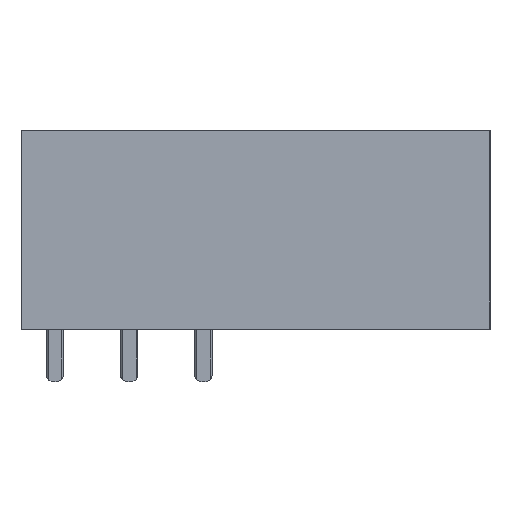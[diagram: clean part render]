
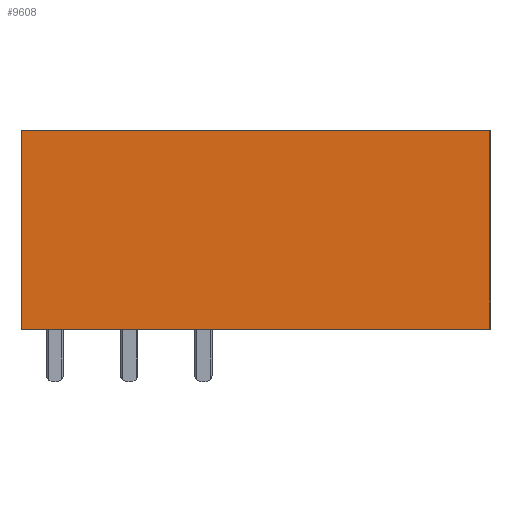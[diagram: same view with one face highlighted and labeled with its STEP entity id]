
A CAD part, left-side view. The second image highlights one B-rep face of the part: STEP entity #9608.
In plain terms, the highlighted planar face has unit normal (-1, 0, 0).
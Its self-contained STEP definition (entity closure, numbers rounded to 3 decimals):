
#9600=AXIS2_PLACEMENT_3D('Plane Axis2P3D',#9597,#9598,#9599) ;
#872=CARTESIAN_POINT('Vertex',(0.,0.,17.2)) ;
#875=CARTESIAN_POINT('Line Origine',(0.,0.,10.4)) ;
#879=CARTESIAN_POINT('Vertex',(0.,0.,3.6)) ;
#4490=CARTESIAN_POINT('Vertex',(0.,32.,3.6)) ;
#4493=CARTESIAN_POINT('Line Origine',(0.,32.,10.4)) ;
#4497=CARTESIAN_POINT('Vertex',(0.,32.,17.2)) ;
#7663=CARTESIAN_POINT('Line Origine',(0.,16.,3.6)) ;
#9333=CARTESIAN_POINT('Line Origine',(0.,16.,17.2)) ;
#9597=CARTESIAN_POINT('Axis2P3D Location',(0.,0.,0.)) ;
#876=DIRECTION('Vector Direction',(0.,0.,-1.)) ;
#4494=DIRECTION('Vector Direction',(0.,0.,1.)) ;
#7664=DIRECTION('Vector Direction',(0.,1.,0.)) ;
#9334=DIRECTION('Vector Direction',(0.,-1.,0.)) ;
#9598=DIRECTION('Axis2P3D Direction',(-1.,0.,0.)) ;
#9599=DIRECTION('Axis2P3D XDirection',(0.,0.,1.)) ;
#877=VECTOR('Line Direction',#876,1.) ;
#4495=VECTOR('Line Direction',#4494,1.) ;
#7665=VECTOR('Line Direction',#7664,1.) ;
#9335=VECTOR('Line Direction',#9334,1.) ;
#9603=ORIENTED_EDGE('',*,*,#881,.T.) ;
#9604=ORIENTED_EDGE('',*,*,#9337,.T.) ;
#9605=ORIENTED_EDGE('',*,*,#4499,.T.) ;
#9606=ORIENTED_EDGE('',*,*,#7667,.T.) ;
#9608=ADVANCED_FACE('Housing',(#9607),#9601,.T.) ;
#881=EDGE_CURVE('',#880,#873,#878,.F.) ;
#4499=EDGE_CURVE('',#4498,#4491,#4496,.F.) ;
#7667=EDGE_CURVE('',#4491,#880,#7666,.F.) ;
#9337=EDGE_CURVE('',#873,#4498,#9336,.F.) ;
#9602=EDGE_LOOP('',(#9603,#9604,#9605,#9606)) ;
#9607=FACE_OUTER_BOUND('',#9602,.T.) ;
#878=LINE('Line',#875,#877) ;
#4496=LINE('Line',#4493,#4495) ;
#7666=LINE('Line',#7663,#7665) ;
#9336=LINE('Line',#9333,#9335) ;
#9601=PLANE('',#9600) ;
#873=VERTEX_POINT('',#872) ;
#880=VERTEX_POINT('',#879) ;
#4491=VERTEX_POINT('',#4490) ;
#4498=VERTEX_POINT('',#4497) ;
